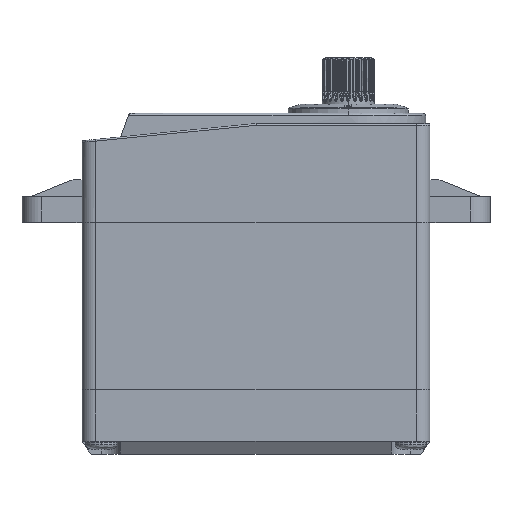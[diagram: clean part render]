
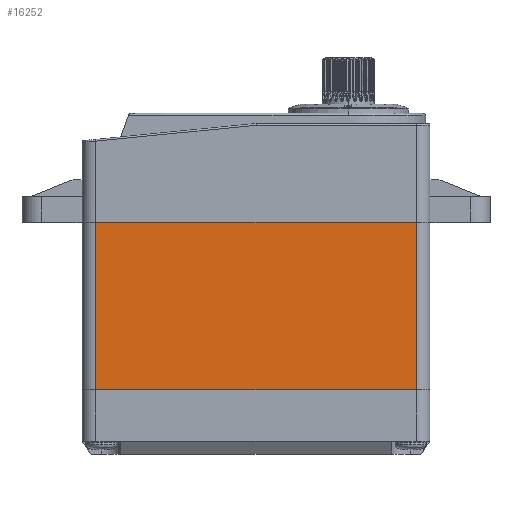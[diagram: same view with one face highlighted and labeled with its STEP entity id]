
A CAD part, top view. The second image highlights one B-rep face of the part: STEP entity #16252.
In plain terms, the highlighted planar face has unit normal (0, 0, 1).
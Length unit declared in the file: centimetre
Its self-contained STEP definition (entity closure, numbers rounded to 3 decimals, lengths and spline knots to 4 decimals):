
#743 = LINE ( 'NONE', #20344, #31364 ) ;
#939 = CARTESIAN_POINT ( 'NONE',  ( 0., 0.7, 1. ) ) ;
#2025 = VECTOR ( 'NONE', #6091, 100. ) ;
#3137 = LINE ( 'NONE', #25684, #2025 ) ;
#3751 = CARTESIAN_POINT ( 'NONE',  ( 1.865, -1.25, 1. ) ) ;
#4045 = ORIENTED_EDGE ( 'NONE', *, *, #29414, .F. ) ;
#4098 = CARTESIAN_POINT ( 'NONE',  ( 0., 0., 1. ) ) ;
#4562 = ORIENTED_EDGE ( 'NONE', *, *, #19286, .F. ) ;
#6091 = DIRECTION ( 'NONE',  ( 0., -1., 0. ) ) ;
#9367 = VECTOR ( 'NONE', #9442, 100. ) ;
#9401 = ORIENTED_EDGE ( 'NONE', *, *, #25466, .T. ) ;
#9439 = CARTESIAN_POINT ( 'NONE',  ( -1.865, 0.7, 1. ) ) ;
#9442 = DIRECTION ( 'NONE',  ( 1., 0., 0. ) ) ;
#10932 = VECTOR ( 'NONE', #16000, 100. ) ;
#13392 = LINE ( 'NONE', #29663, #10932 ) ;
#15357 = DIRECTION ( 'NONE',  ( 0., 0., 1. ) ) ;
#15492 = VERTEX_POINT ( 'NONE', #9439 ) ;
#16000 = DIRECTION ( 'NONE',  ( -1., 0., 0. ) ) ;
#16228 = VERTEX_POINT ( 'NONE', #31601 ) ;
#16252 = ADVANCED_FACE ( 'NONE', ( #23881 ), #29384, .T. ) ;
#16555 = EDGE_LOOP ( 'NONE', ( #4562, #9401, #4045, #28744 ) ) ;
#19286 = EDGE_CURVE ( 'NONE', #15492, #31885, #28817, .T. ) ;
#20344 = CARTESIAN_POINT ( 'NONE',  ( 1.865, 0.7, 1. ) ) ;
#22515 = EDGE_CURVE ( 'NONE', #27064, #31885, #743, .T. ) ;
#23881 = FACE_OUTER_BOUND ( 'NONE', #16555, .T. ) ;
#24053 = DIRECTION ( 'NONE',  ( 1., 0., 0. ) ) ;
#25466 = EDGE_CURVE ( 'NONE', #15492, #16228, #3137, .T. ) ;
#25684 = CARTESIAN_POINT ( 'NONE',  ( -1.865, -1.25, 1. ) ) ;
#25955 = CARTESIAN_POINT ( 'NONE',  ( 1.865, 0.7, 1. ) ) ;
#27064 = VERTEX_POINT ( 'NONE', #3751 ) ;
#28744 = ORIENTED_EDGE ( 'NONE', *, *, #22515, .T. ) ;
#28817 = LINE ( 'NONE', #939, #9367 ) ;
#29384 = PLANE ( 'NONE',  #32891 ) ;
#29414 = EDGE_CURVE ( 'NONE', #27064, #16228, #13392, .T. ) ;
#29663 = CARTESIAN_POINT ( 'NONE',  ( 0., -1.25, 1. ) ) ;
#31364 = VECTOR ( 'NONE', #31598, 100. ) ;
#31598 = DIRECTION ( 'NONE',  ( 0., 1., 0. ) ) ;
#31601 = CARTESIAN_POINT ( 'NONE',  ( -1.865, -1.25, 1. ) ) ;
#31885 = VERTEX_POINT ( 'NONE', #25955 ) ;
#32891 = AXIS2_PLACEMENT_3D ( 'NONE', #4098, #15357, #24053 ) ;
